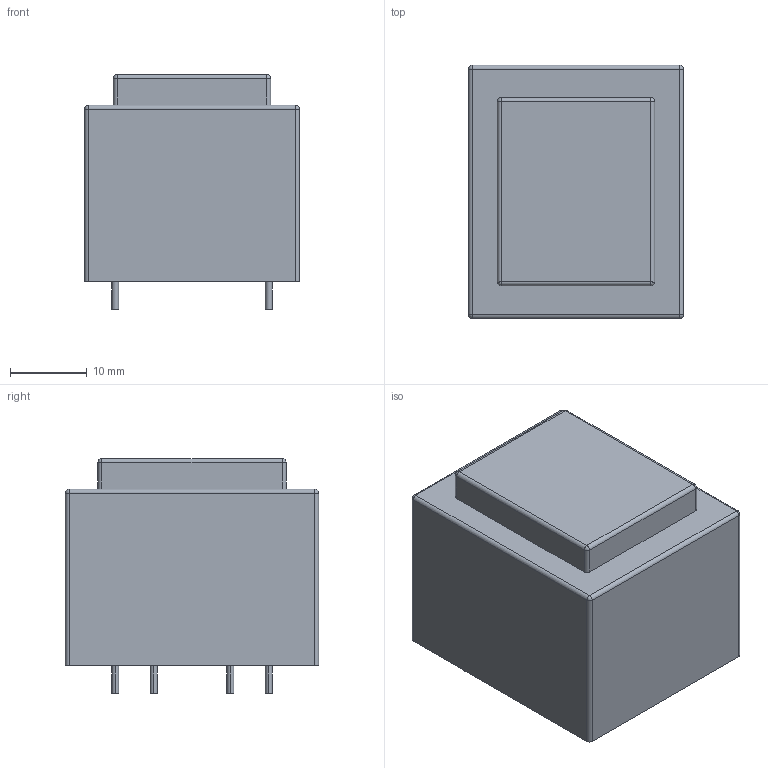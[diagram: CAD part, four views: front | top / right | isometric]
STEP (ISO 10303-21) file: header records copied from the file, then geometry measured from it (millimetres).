
FILE_DESCRIPTION((''),'2;1');
FILE_NAME('XFMR_COMATEC_12052912.stp','2012-09-17T10:29:45',(''),(''),'Mechanical Desktop 2011','Mechanical Desktop 2011',', , ');
FILE_SCHEMA(('AUTOMOTIVE_DESIGN { 1 2 10303 214 1 1 1 1 }'));
Length unit declared in the file: millimetre
Products named in the file (1): Product
Bounding box: 28 x 33 x 30.6 mm (x, y, z)
Volume: 23253.2 mm3; surface area: 5994.9 mm2
Topology: 6 solids, 6 shells, 52 faces, 104 edges, 56 vertices
Faces by surface type: cylinder 24, plane 14, sphere 8, bspline 6
Entity records: 1323 total; most frequent: DIRECTION 238, CARTESIAN_POINT 223, ORIENTED_EDGE 192, EDGE_CURVE 96, AXIS2_PLACEMENT_3D 95, VERTEX_POINT 56, EDGE_LOOP 52, FACE_OUTER_BOUND 52
